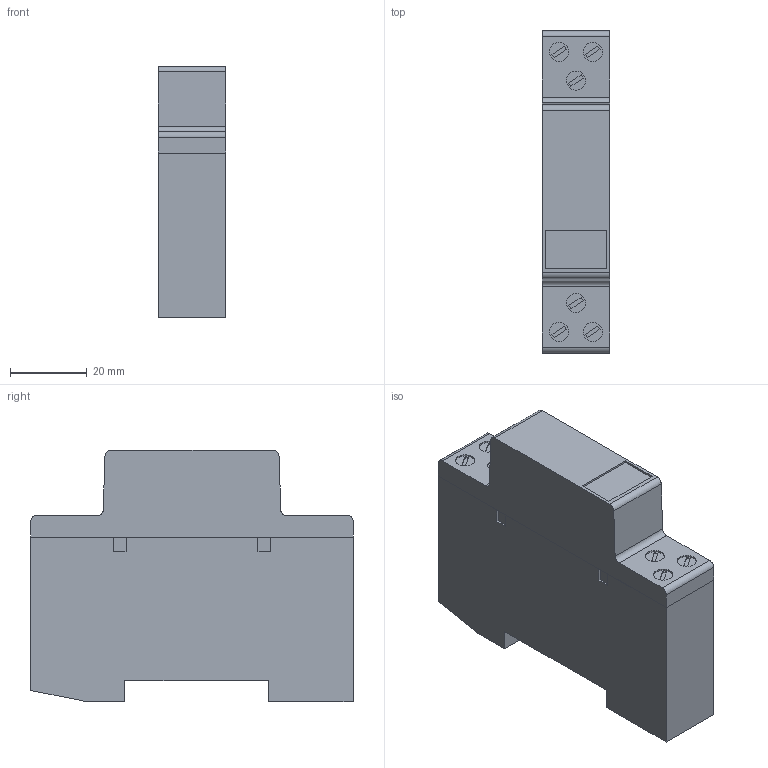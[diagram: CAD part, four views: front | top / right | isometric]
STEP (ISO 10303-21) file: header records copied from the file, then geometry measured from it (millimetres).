
FILE_DESCRIPTION((''),'2;1');
FILE_NAME('3d_11CN2011024.stp','2012-10-03T14:50:56',(''),(''),'Mechanical Desktop 2011','Mechanical Desktop 2011',', , ');
FILE_SCHEMA(('CONFIG_CONTROL_DESIGN'));
Length unit declared in the file: millimetre
Products named in the file (1): Product
Bounding box: 17.5 x 84 x 65.5 mm (x, y, z)
Volume: 80794.9 mm3; surface area: 17582.5 mm2
Topology: 2 solids, 2 shells, 96 faces, 249 edges, 170 vertices
Faces by surface type: plane 66, cylinder 30
Entity records: 3054 total; most frequent: CARTESIAN_POINT 516, DIRECTION 515, ORIENTED_EDGE 498, EDGE_CURVE 249, VECTOR 177, LINE 177, VERTEX_POINT 170, AXIS2_PLACEMENT_3D 169
